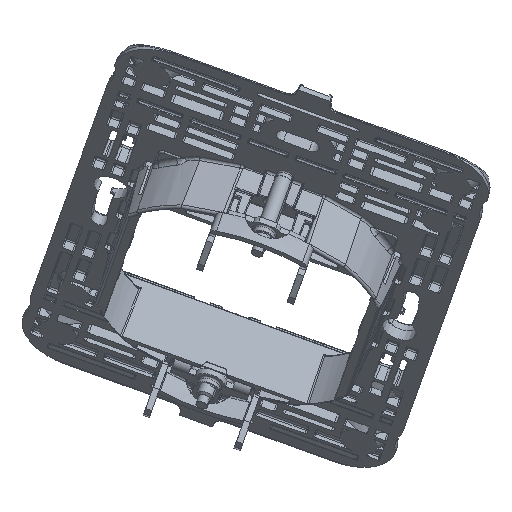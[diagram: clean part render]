
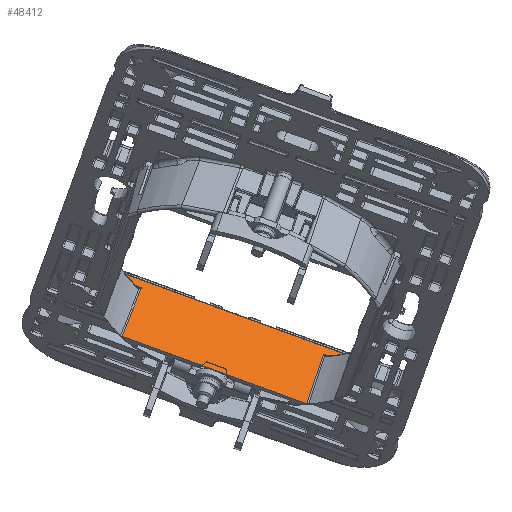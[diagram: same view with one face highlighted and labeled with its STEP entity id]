
A CAD part, left-side view. The second image highlights one B-rep face of the part: STEP entity #48412.
In plain terms, the highlighted face is planar.
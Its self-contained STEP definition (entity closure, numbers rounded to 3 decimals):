
#2256=CARTESIAN_POINT('Vertex',(-22.747,-22.247,0.797)) ;
#2311=CARTESIAN_POINT('Vertex',(-22.747,22.247,0.797)) ;
#2321=CARTESIAN_POINT('Line Origine',(-22.747,0.,0.797)) ;
#48341=CARTESIAN_POINT('Vertex',(-22.733,-22.233,-0.803)) ;
#48344=CARTESIAN_POINT('Line Origine',(-22.691,-22.191,-5.65)) ;
#48356=CARTESIAN_POINT('Axis2P3D Location',(-22.75,0.,1.1)) ;
#48361=CARTESIAN_POINT('Line Origine',(-22.733,0.,-0.803)) ;
#48365=CARTESIAN_POINT('Vertex',(-22.733,22.233,-0.803)) ;
#48367=CARTESIAN_POINT('Vertex',(-22.733,17.826,-0.803)) ;
#48371=CARTESIAN_POINT('Control Point',(-22.747,22.247,0.797)) ;
#48372=CARTESIAN_POINT('Control Point',(-22.733,22.233,-0.803)) ;
#48374=CARTESIAN_POINT('Line Origine',(-22.733,0.,-0.803)) ;
#48378=CARTESIAN_POINT('Vertex',(-22.733,-17.826,-0.803)) ;
#48382=CARTESIAN_POINT('Control Point',(-22.632,-18.112,-12.4)) ;
#48383=CARTESIAN_POINT('Control Point',(-22.666,-18.017,-8.534)) ;
#48384=CARTESIAN_POINT('Control Point',(-22.7,-17.922,-4.668)) ;
#48385=CARTESIAN_POINT('Control Point',(-22.733,-17.826,-0.803)) ;
#48386=CARTESIAN_POINT('Vertex',(-22.632,-18.112,-12.4)) ;
#48389=CARTESIAN_POINT('Line Origine',(-22.632,0.,-12.4)) ;
#48393=CARTESIAN_POINT('Vertex',(-22.632,18.112,-12.4)) ;
#48397=CARTESIAN_POINT('Control Point',(-22.733,17.826,-0.803)) ;
#48398=CARTESIAN_POINT('Control Point',(-22.7,17.922,-4.668)) ;
#48399=CARTESIAN_POINT('Control Point',(-22.666,18.017,-8.534)) ;
#48400=CARTESIAN_POINT('Control Point',(-22.632,18.112,-12.4)) ;
#2322=DIRECTION('Vector Direction',(0.,-1.,0.)) ;
#48345=DIRECTION('Vector Direction',(0.009,0.009,-1.)) ;
#48357=DIRECTION('Axis2P3D Direction',(-1.,0.,-0.009)) ;
#48358=DIRECTION('Axis2P3D XDirection',(0.,1.,0.)) ;
#48362=DIRECTION('Vector Direction',(0.,1.,0.)) ;
#48375=DIRECTION('Vector Direction',(0.,1.,0.)) ;
#48390=DIRECTION('Vector Direction',(0.,1.,0.)) ;
#48359=AXIS2_PLACEMENT_3D('Plane Axis2P3D',#48356,#48357,#48358) ;
#48403=ORIENTED_EDGE('',*,*,#48369,.F.) ;
#48404=ORIENTED_EDGE('',*,*,#48373,.T.) ;
#48405=ORIENTED_EDGE('',*,*,#2325,.T.) ;
#48406=ORIENTED_EDGE('',*,*,#48348,.T.) ;
#48407=ORIENTED_EDGE('',*,*,#48380,.F.) ;
#48408=ORIENTED_EDGE('',*,*,#48388,.T.) ;
#48409=ORIENTED_EDGE('',*,*,#48395,.T.) ;
#48410=ORIENTED_EDGE('',*,*,#48401,.T.) ;
#2323=VECTOR('Line Direction',#2322,1.) ;
#48346=VECTOR('Line Direction',#48345,1.) ;
#48363=VECTOR('Line Direction',#48362,1.) ;
#48376=VECTOR('Line Direction',#48375,1.) ;
#48391=VECTOR('Line Direction',#48390,1.) ;
#48412=ADVANCED_FACE('PartBody',(#48411),#48360,.F.) ;
#48370=B_SPLINE_CURVE_WITH_KNOTS('',1,(#48371,#48372),.UNSPECIFIED.,.F.,.U.,(2,2),(-6.448,-4.848),.UNSPECIFIED.) ;
#48381=B_SPLINE_CURVE_WITH_KNOTS('',3,(#48382,#48383,#48384,#48385),.UNSPECIFIED.,.F.,.U.,(4,4),(3.734,20.141),.UNSPECIFIED.) ;
#48396=B_SPLINE_CURVE_WITH_KNOTS('',3,(#48397,#48398,#48399,#48400),.UNSPECIFIED.,.F.,.U.,(4,4),(5.998,22.404),.UNSPECIFIED.) ;
#2325=EDGE_CURVE('',#2312,#2257,#2324,.T.) ;
#48348=EDGE_CURVE('',#2257,#48342,#48347,.T.) ;
#48369=EDGE_CURVE('',#48366,#48368,#48364,.F.) ;
#48373=EDGE_CURVE('',#48366,#2312,#48370,.F.) ;
#48380=EDGE_CURVE('',#48379,#48342,#48377,.F.) ;
#48388=EDGE_CURVE('',#48379,#48387,#48381,.F.) ;
#48395=EDGE_CURVE('',#48387,#48394,#48392,.T.) ;
#48401=EDGE_CURVE('',#48394,#48368,#48396,.F.) ;
#48402=EDGE_LOOP('',(#48403,#48404,#48405,#48406,#48407,#48408,#48409,#48410)) ;
#48411=FACE_OUTER_BOUND('',#48402,.T.) ;
#2324=LINE('Line',#2321,#2323) ;
#48347=LINE('Line',#48344,#48346) ;
#48364=LINE('Line',#48361,#48363) ;
#48377=LINE('Line',#48374,#48376) ;
#48392=LINE('Line',#48389,#48391) ;
#48360=PLANE('',#48359) ;
#2257=VERTEX_POINT('',#2256) ;
#2312=VERTEX_POINT('',#2311) ;
#48342=VERTEX_POINT('',#48341) ;
#48366=VERTEX_POINT('',#48365) ;
#48368=VERTEX_POINT('',#48367) ;
#48379=VERTEX_POINT('',#48378) ;
#48387=VERTEX_POINT('',#48386) ;
#48394=VERTEX_POINT('',#48393) ;
